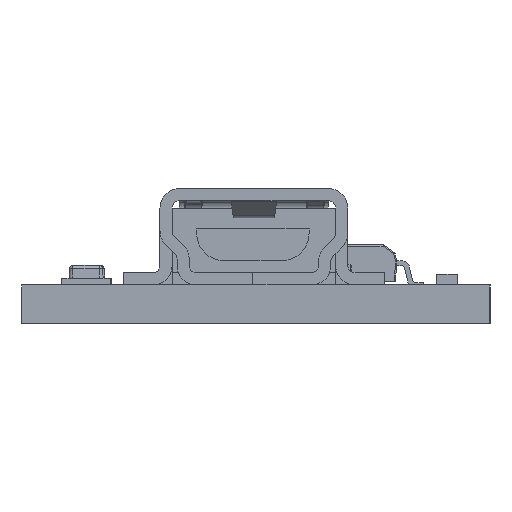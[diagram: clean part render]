
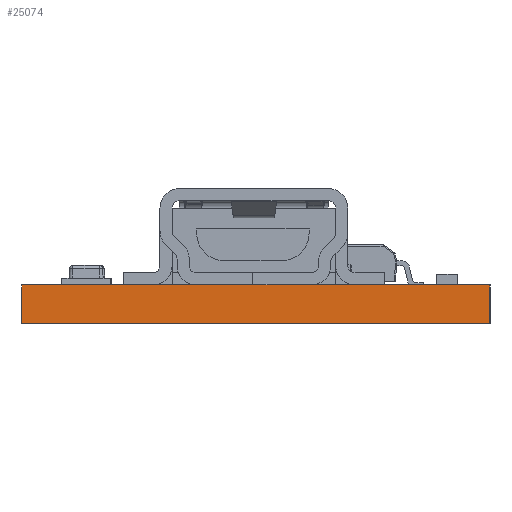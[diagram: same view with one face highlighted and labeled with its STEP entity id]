
A CAD part, left-side view. The second image highlights one B-rep face of the part: STEP entity #25074.
In plain terms, the highlighted planar face has unit normal (-1, 0, 0).
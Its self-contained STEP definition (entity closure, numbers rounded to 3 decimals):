
#1544=ORIENTED_EDGE('',*,*,#6688,.F.);
#1545=ORIENTED_EDGE('',*,*,#6864,.F.);
#1546=ORIENTED_EDGE('',*,*,#6853,.T.);
#1547=ORIENTED_EDGE('',*,*,#6865,.T.);
#6688=EDGE_CURVE('',#9350,#9351,#11072,.T.);
#6853=EDGE_CURVE('',#9512,#9513,#11123,.T.);
#6864=EDGE_CURVE('',#9512,#9350,#11134,.T.);
#6865=EDGE_CURVE('',#9513,#9351,#11135,.T.);
#9350=VERTEX_POINT('',#31743);
#9351=VERTEX_POINT('',#31745);
#9512=VERTEX_POINT('',#32265);
#9513=VERTEX_POINT('',#32266);
#11072=LINE('',#31744,#12766);
#11123=LINE('',#32264,#12817);
#11134=LINE('',#32286,#12828);
#11135=LINE('',#32287,#12829);
#12766=VECTOR('',#27481,1000.);
#12817=VECTOR('',#27536,1000.);
#12828=VECTOR('',#27549,1000.);
#12829=VECTOR('',#27550,1000.);
#14481=EDGE_LOOP('',(#1544,#1545,#1546,#1547));
#15649=FACE_BOUND('',#14481,.T.);
#16789=PLANE('',#26191);
#25074=ADVANCED_FACE('',(#15649),#16789,.T.);
#26191=AXIS2_PLACEMENT_3D('',#32285,#27547,#27548);
#27481=DIRECTION('',(0.,1.,0.));
#27536=DIRECTION('',(0.,1.,0.));
#27547=DIRECTION('',(-1.,0.,0.));
#27548=DIRECTION('',(0.,0.,1.));
#27549=DIRECTION('',(0.,0.,-1.));
#27550=DIRECTION('',(0.,0.,-1.));
#31743=CARTESIAN_POINT('',(-12.573,-9.589,0.));
#31744=CARTESIAN_POINT('',(-12.573,-9.589,0.));
#31745=CARTESIAN_POINT('',(-12.573,9.589,0.));
#32264=CARTESIAN_POINT('',(-12.573,-9.589,1.575));
#32265=CARTESIAN_POINT('',(-12.573,-9.589,1.575));
#32266=CARTESIAN_POINT('',(-12.573,9.589,1.575));
#32285=CARTESIAN_POINT('',(-12.573,-9.589,1.575));
#32286=CARTESIAN_POINT('',(-12.573,-9.589,1.575));
#32287=CARTESIAN_POINT('',(-12.573,9.589,1.575));
